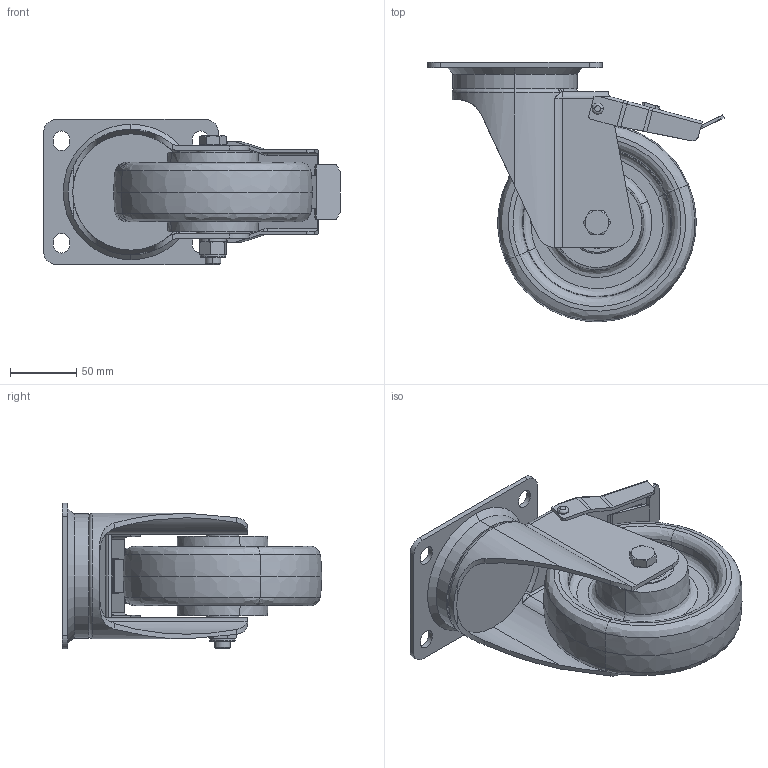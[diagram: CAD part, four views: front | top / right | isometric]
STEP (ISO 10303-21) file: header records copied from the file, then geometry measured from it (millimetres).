
FILE_DESCRIPTION (( 'STEP AP214' ), '1' );
FILE_NAME ('0029862_L-MV-PAM-150-K-3-DSN_(A-03).step', '2019-10-11T09:32:27', ( '' ), ( '' ), 'SwSTEP 2.0', 'SolidWorks 2018', '' );
FILE_SCHEMA (( 'AUTOMOTIVE_DESIGN' ));
Length unit declared in the file: millimetre
Products named in the file (1): 0029862_L-MV-PAM-150-K-3-DSN_(A-03)
Bounding box: 224.28 x 195.92 x 110 mm (x, y, z)
Volume: 873124.5 mm3; surface area: 211778.7 mm2
Topology: 11 solids, 15 shells, 451 faces, 1054 edges, 648 vertices
Faces by surface type: cylinder 159, plane 144, torus 62, cone 54, bspline 32
Entity records: 19765 total; most frequent: CARTESIAN_POINT 4240, DIRECTION 2302, ORIENTED_EDGE 2100, EDGE_CURVE 1050, AXIS2_PLACEMENT_3D 936, VERTEX_POINT 648, CIRCLE 516, EDGE_LOOP 512
